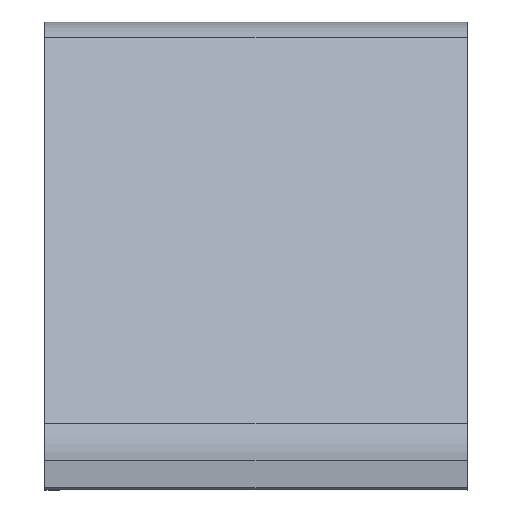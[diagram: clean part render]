
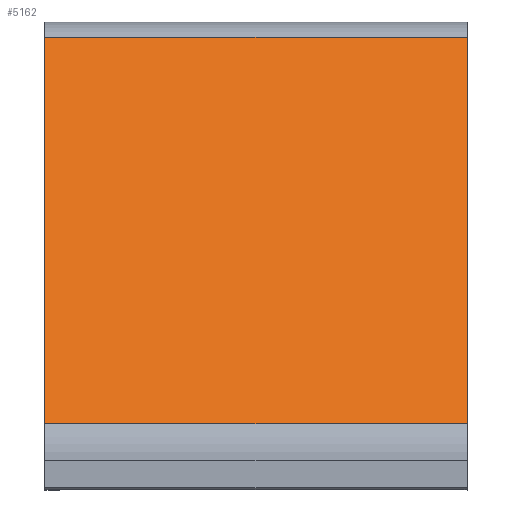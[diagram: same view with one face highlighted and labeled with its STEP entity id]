
A CAD part, top view. The second image highlights one B-rep face of the part: STEP entity #5162.
In plain terms, the highlighted planar face has unit normal (0, 0.707, 0.707).
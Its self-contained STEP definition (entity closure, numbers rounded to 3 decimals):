
#46 = EDGE_CURVE ( 'NONE', #2630, #981, #2128, .T. ) ;
#169 = DIRECTION ( 'NONE',  ( 1., 0., 0. ) ) ;
#173 = DIRECTION ( 'NONE',  ( 0., -0.707, -0.707 ) ) ;
#338 = FACE_OUTER_BOUND ( 'NONE', #2635, .T. ) ;
#386 = EDGE_CURVE ( 'NONE', #981, #2237, #3196, .T. ) ;
#532 = DIRECTION ( 'NONE',  ( 0., 0.707, -0.707 ) ) ;
#539 = VECTOR ( 'NONE', #5238, 1000. ) ;
#554 = CARTESIAN_POINT ( 'NONE',  ( 36.8, 78.974, -63.636 ) ) ;
#595 = VERTEX_POINT ( 'NONE', #4645 ) ;
#814 = VECTOR ( 'NONE', #169, 1000. ) ;
#832 = EDGE_CURVE ( 'NONE', #595, #2630, #2672, .T. ) ;
#981 = VERTEX_POINT ( 'NONE', #3374 ) ;
#1055 = DIRECTION ( 'NONE',  ( -1., 0., 0. ) ) ;
#2128 = LINE ( 'NONE', #4272, #814 ) ;
#2237 = VERTEX_POINT ( 'NONE', #3192 ) ;
#2630 = VERTEX_POINT ( 'NONE', #3292 ) ;
#2635 = EDGE_LOOP ( 'NONE', ( #3492, #4946, #2847, #2692 ) ) ;
#2672 = LINE ( 'NONE', #4444, #539 ) ;
#2692 = ORIENTED_EDGE ( 'NONE', *, *, #832, .F. ) ;
#2847 = ORIENTED_EDGE ( 'NONE', *, *, #46, .F. ) ;
#2927 = DIRECTION ( 'NONE',  ( 0., -0.707, 0.707 ) ) ;
#3192 = CARTESIAN_POINT ( 'NONE',  ( 36.8, 11.535, 3.804 ) ) ;
#3196 = LINE ( 'NONE', #3353, #3395 ) ;
#3292 = CARTESIAN_POINT ( 'NONE',  ( -36.8, 78.974, -63.636 ) ) ;
#3353 = CARTESIAN_POINT ( 'NONE',  ( 36.8, 78.974, -63.636 ) ) ;
#3374 = CARTESIAN_POINT ( 'NONE',  ( 36.8, 78.974, -63.636 ) ) ;
#3395 = VECTOR ( 'NONE', #2927, 1000. ) ;
#3492 = ORIENTED_EDGE ( 'NONE', *, *, #5263, .F. ) ;
#4272 = CARTESIAN_POINT ( 'NONE',  ( 36.8, 78.974, -63.636 ) ) ;
#4290 = AXIS2_PLACEMENT_3D ( 'NONE', #554, #173, #532 ) ;
#4444 = CARTESIAN_POINT ( 'NONE',  ( -36.8, 78.974, -63.636 ) ) ;
#4590 = VECTOR ( 'NONE', #1055, 1000. ) ;
#4622 = PLANE ( 'NONE',  #4290 ) ;
#4645 = CARTESIAN_POINT ( 'NONE',  ( -36.8, 11.535, 3.804 ) ) ;
#4946 = ORIENTED_EDGE ( 'NONE', *, *, #386, .F. ) ;
#5154 = CARTESIAN_POINT ( 'NONE',  ( 36.8, 11.535, 3.804 ) ) ;
#5162 = ADVANCED_FACE ( 'NONE', ( #338 ), #4622, .F. ) ;
#5238 = DIRECTION ( 'NONE',  ( 0., 0.707, -0.707 ) ) ;
#5240 = LINE ( 'NONE', #5154, #4590 ) ;
#5263 = EDGE_CURVE ( 'NONE', #2237, #595, #5240, .T. ) ;
